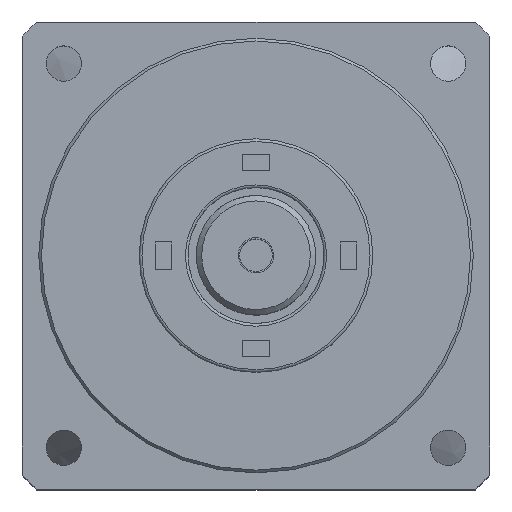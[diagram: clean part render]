
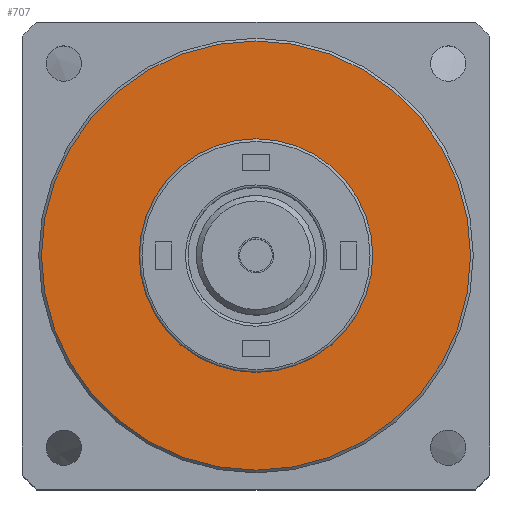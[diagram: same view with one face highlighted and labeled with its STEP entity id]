
A CAD part, top view. The second image highlights one B-rep face of the part: STEP entity #707.
In plain terms, the highlighted planar face has unit normal (0, 0, 1).
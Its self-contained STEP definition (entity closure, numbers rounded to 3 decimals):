
#707 = ADVANCED_FACE( 'NONE', ( #1598, #1599 ), #1600, .T. );
#1598 = FACE_OUTER_BOUND( '', #2583, .T. );
#1599 = FACE_BOUND( '', #2584, .T. );
#1600 = PLANE( '', #2585 );
#2583 = EDGE_LOOP( '', ( #4447 ) );
#2584 = EDGE_LOOP( '', ( #4448 ) );
#2585 = AXIS2_PLACEMENT_3D( '', #4449, #4450, #4451 );
#4447 = ORIENTED_EDGE( '', *, *, #5221, .T. );
#4448 = ORIENTED_EDGE( '', *, *, #5590, .F. );
#4449 = CARTESIAN_POINT( '', ( -87.165, 4.797, -145.058 ) );
#4450 = DIRECTION( '', ( 0., 0., 1. ) );
#4451 = DIRECTION( '', ( 1., 0., 0. ) );
#5221 = EDGE_CURVE( 'NONE', #6227, #6227, #6228, .T. );
#5590 = EDGE_CURVE( 'NONE', #6745, #6745, #6746, .T. );
#6227 = VERTEX_POINT( '', #7664 );
#6228 = CIRCLE( '', #7665, 39.5 );
#6745 = VERTEX_POINT( '', #8640 );
#6746 = CIRCLE( '', #8641, 21.5 );
#7664 = CARTESIAN_POINT( '', ( -47.665, 4.797, -145.058 ) );
#7665 = AXIS2_PLACEMENT_3D( '', #9237, #9238, #9239 );
#8640 = CARTESIAN_POINT( '', ( -65.665, 4.797, -145.058 ) );
#8641 = AXIS2_PLACEMENT_3D( '', #9699, #9700, #9701 );
#9237 = CARTESIAN_POINT( '', ( -87.165, 4.797, -145.058 ) );
#9238 = DIRECTION( '', ( 0., 0., 1. ) );
#9239 = DIRECTION( '', ( 1., 0., 0. ) );
#9699 = CARTESIAN_POINT( '', ( -87.165, 4.797, -145.058 ) );
#9700 = DIRECTION( '', ( 0., 0., 1. ) );
#9701 = DIRECTION( '', ( 1., 0., 0. ) );
